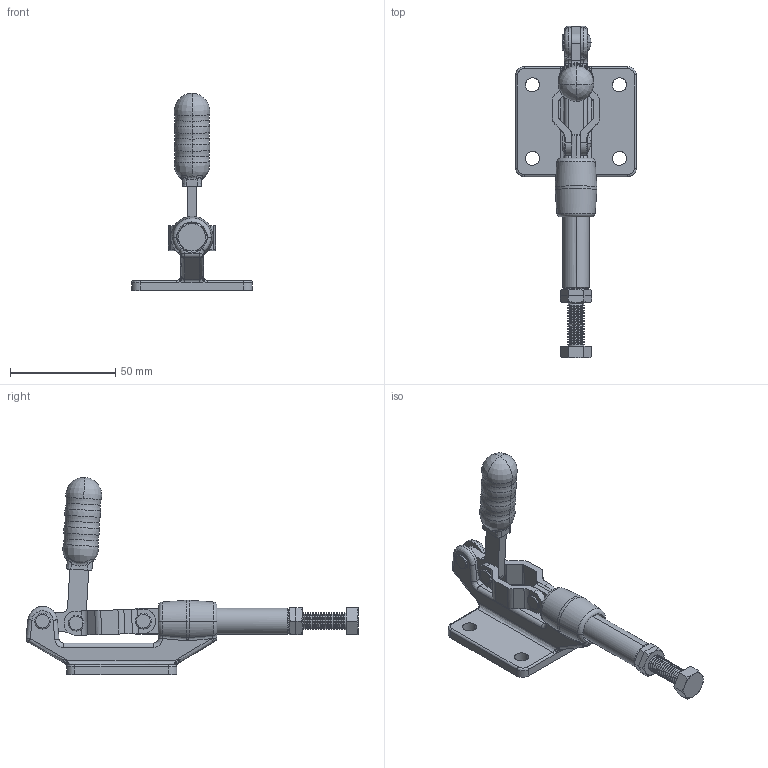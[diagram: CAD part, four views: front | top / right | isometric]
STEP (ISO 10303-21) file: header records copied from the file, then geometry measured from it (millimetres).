
FILE_DESCRIPTION((''),' ');
FILE_NAME('GH-305 CM.stp',' ',('stephen'),('BIB design'),' ','ACIS 14.0',' ');
FILE_SCHEMA(('automotive_design'));
Length unit declared in the file: inch
Products named in the file (12): Part_688; Part_687; Part_686; Part_1821; Part_1820; Part_1822; Part_140857; Part_140856; Part_148244; Part_148303; Part_148220
Bounding box: 57.4 x 157.99 x 93.82 mm (x, y, z)
Volume: 52641.4 mm3; surface area: 28865.5 mm2
Topology: 11 solids, 11 shells, 589 faces, 1715 edges, 1129 vertices
Faces by surface type: revolution 406, bspline 95, plane 70, cylinder 12, torus 6
Entity records: 57594 total; most frequent: CARTESIAN_POINT 23510, PRESENTATION_STYLE_ASSIGNMENT 3984, COLOUR_RGB 3984, STYLED_ITEM 3419, ORIENTED_EDGE 3378, CURVE_STYLE 2255, DIRECTION 2070, EDGE_CURVE 1689
